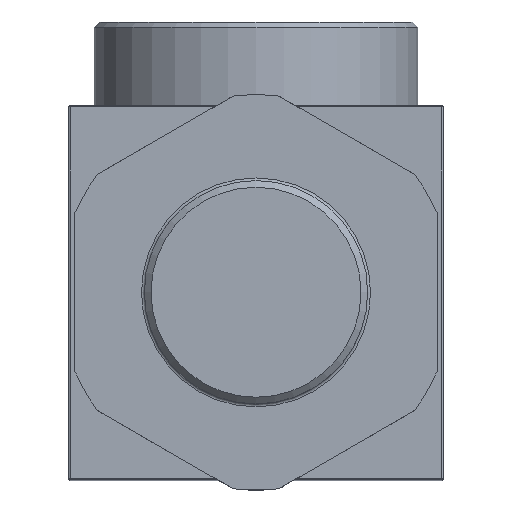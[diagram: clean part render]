
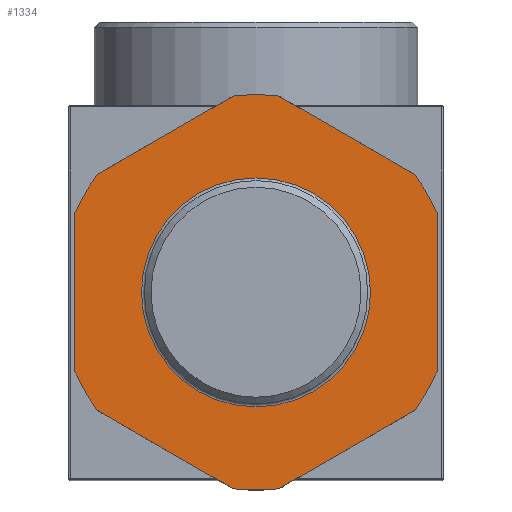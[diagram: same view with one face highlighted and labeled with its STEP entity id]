
A CAD part, top view. The second image highlights one B-rep face of the part: STEP entity #1334.
In plain terms, the highlighted planar face has unit normal (0, 0, 1).
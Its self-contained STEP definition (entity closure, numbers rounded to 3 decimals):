
#50=FACE_BOUND('',#361,.T.);
#74=PLANE('',#1504);
#114=LINE('',#2242,#169);
#117=LINE('',#2283,#172);
#120=LINE('',#2307,#175);
#123=LINE('',#2365,#178);
#126=LINE('',#2406,#181);
#129=LINE('',#2430,#184);
#169=VECTOR('',#1796,10.);
#172=VECTOR('',#1801,10.);
#175=VECTOR('',#1806,10.);
#178=VECTOR('',#1811,10.);
#181=VECTOR('',#1816,10.);
#184=VECTOR('',#1821,10.);
#278=FACE_OUTER_BOUND('',#360,.T.);
#360=EDGE_LOOP('',(#1048,#1049,#1050,#1051,#1052,#1053,#1054,#1055,#1056,
#1057,#1058,#1059));
#361=EDGE_LOOP('',(#1060,#1061));
#439=CIRCLE('',#1477,35.4);
#442=CIRCLE('',#1481,35.4);
#444=CIRCLE('',#1484,35.4);
#445=CIRCLE('',#1486,35.4);
#448=CIRCLE('',#1490,35.4);
#449=CIRCLE('',#1492,35.4);
#456=CIRCLE('',#1505,20.5);
#457=CIRCLE('',#1506,20.5);
#558=VERTEX_POINT('',#2239);
#559=VERTEX_POINT('',#2241);
#563=VERTEX_POINT('',#2280);
#564=VERTEX_POINT('',#2282);
#567=VERTEX_POINT('',#2304);
#568=VERTEX_POINT('',#2306);
#573=VERTEX_POINT('',#2362);
#574=VERTEX_POINT('',#2364);
#578=VERTEX_POINT('',#2403);
#579=VERTEX_POINT('',#2405);
#582=VERTEX_POINT('',#2427);
#583=VERTEX_POINT('',#2429);
#585=VERTEX_POINT('',#2478);
#586=VERTEX_POINT('',#2479);
#713=EDGE_CURVE('',#559,#558,#114,.T.);
#718=EDGE_CURVE('',#564,#563,#117,.T.);
#722=EDGE_CURVE('',#568,#567,#120,.T.);
#728=EDGE_CURVE('',#574,#573,#123,.T.);
#733=EDGE_CURVE('',#579,#578,#126,.T.);
#737=EDGE_CURVE('',#583,#582,#129,.T.);
#740=EDGE_CURVE('',#568,#573,#439,.T.);
#743=EDGE_CURVE('',#583,#567,#442,.T.);
#745=EDGE_CURVE('',#574,#563,#444,.T.);
#746=EDGE_CURVE('',#564,#578,#445,.T.);
#749=EDGE_CURVE('',#579,#558,#448,.T.);
#750=EDGE_CURVE('',#559,#582,#449,.T.);
#757=EDGE_CURVE('',#585,#586,#456,.T.);
#758=EDGE_CURVE('',#586,#585,#457,.T.);
#1048=ORIENTED_EDGE('',*,*,#713,.T.);
#1049=ORIENTED_EDGE('',*,*,#749,.F.);
#1050=ORIENTED_EDGE('',*,*,#733,.T.);
#1051=ORIENTED_EDGE('',*,*,#746,.F.);
#1052=ORIENTED_EDGE('',*,*,#718,.T.);
#1053=ORIENTED_EDGE('',*,*,#745,.F.);
#1054=ORIENTED_EDGE('',*,*,#728,.T.);
#1055=ORIENTED_EDGE('',*,*,#740,.F.);
#1056=ORIENTED_EDGE('',*,*,#722,.T.);
#1057=ORIENTED_EDGE('',*,*,#743,.F.);
#1058=ORIENTED_EDGE('',*,*,#737,.T.);
#1059=ORIENTED_EDGE('',*,*,#750,.F.);
#1060=ORIENTED_EDGE('',*,*,#757,.T.);
#1061=ORIENTED_EDGE('',*,*,#758,.T.);
#1334=ADVANCED_FACE('',(#278,#50),#74,.T.);
#1477=AXIS2_PLACEMENT_3D('',#2450,#1825,#1826);
#1481=AXIS2_PLACEMENT_3D('',#2454,#1833,#1834);
#1484=AXIS2_PLACEMENT_3D('',#2457,#1839,#1840);
#1486=AXIS2_PLACEMENT_3D('',#2459,#1843,#1844);
#1490=AXIS2_PLACEMENT_3D('',#2463,#1851,#1852);
#1492=AXIS2_PLACEMENT_3D('',#2465,#1855,#1856);
#1504=AXIS2_PLACEMENT_3D('',#2477,#1879,#1880);
#1505=AXIS2_PLACEMENT_3D('',#2480,#1881,#1882);
#1506=AXIS2_PLACEMENT_3D('',#2481,#1883,#1884);
#1796=DIRECTION('',(-0.866,-0.5,0.));
#1801=DIRECTION('',(0.866,-0.5,0.));
#1806=DIRECTION('',(0.,1.,0.));
#1811=DIRECTION('',(0.866,0.5,0.));
#1816=DIRECTION('',(0.,-1.,0.));
#1821=DIRECTION('',(-0.866,0.5,0.));
#1825=DIRECTION('center_axis',(0.,0.,-1.));
#1826=DIRECTION('ref_axis',(1.,0.,0.));
#1833=DIRECTION('center_axis',(0.,0.,-1.));
#1834=DIRECTION('ref_axis',(1.,0.,0.));
#1839=DIRECTION('center_axis',(0.,0.,-1.));
#1840=DIRECTION('ref_axis',(1.,0.,0.));
#1843=DIRECTION('center_axis',(0.,0.,-1.));
#1844=DIRECTION('ref_axis',(1.,0.,0.));
#1851=DIRECTION('center_axis',(0.,0.,-1.));
#1852=DIRECTION('ref_axis',(1.,0.,0.));
#1855=DIRECTION('center_axis',(0.,0.,-1.));
#1856=DIRECTION('ref_axis',(1.,0.,0.));
#1879=DIRECTION('center_axis',(0.,0.,1.));
#1880=DIRECTION('ref_axis',(1.,0.,0.));
#1881=DIRECTION('center_axis',(0.,0.,-1.));
#1882=DIRECTION('ref_axis',(1.,0.,0.));
#1883=DIRECTION('center_axis',(0.,0.,-1.));
#1884=DIRECTION('ref_axis',(1.,0.,0.));
#2239=CARTESIAN_POINT('',(-28.402,21.13,23.75));
#2241=CARTESIAN_POINT('',(-4.098,35.162,23.75));
#2242=CARTESIAN_POINT('',(-2.509,36.079,23.75));
#2280=CARTESIAN_POINT('',(-4.098,-35.162,23.75));
#2282=CARTESIAN_POINT('',(-28.402,-21.13,23.75));
#2283=CARTESIAN_POINT('',(-29.991,-20.213,23.75));
#2304=CARTESIAN_POINT('',(32.5,14.032,23.75));
#2306=CARTESIAN_POINT('',(32.5,-14.032,23.75));
#2307=CARTESIAN_POINT('',(32.5,10.684,23.75));
#2362=CARTESIAN_POINT('',(28.402,-21.13,23.75));
#2364=CARTESIAN_POINT('',(4.098,-35.162,23.75));
#2365=CARTESIAN_POINT('',(17.838,-27.229,23.75));
#2403=CARTESIAN_POINT('',(-32.5,-14.032,23.75));
#2405=CARTESIAN_POINT('',(-32.5,14.032,23.75));
#2406=CARTESIAN_POINT('',(-32.5,24.716,23.75));
#2427=CARTESIAN_POINT('',(4.098,35.162,23.75));
#2429=CARTESIAN_POINT('',(28.402,21.13,23.75));
#2430=CARTESIAN_POINT('',(14.662,29.063,23.75));
#2450=CARTESIAN_POINT('Origin',(0.,0.,23.75));
#2454=CARTESIAN_POINT('Origin',(0.,0.,23.75));
#2457=CARTESIAN_POINT('Origin',(0.,0.,23.75));
#2459=CARTESIAN_POINT('Origin',(0.,0.,23.75));
#2463=CARTESIAN_POINT('Origin',(0.,0.,23.75));
#2465=CARTESIAN_POINT('Origin',(0.,0.,23.75));
#2477=CARTESIAN_POINT('Origin',(0.,35.4,23.75));
#2478=CARTESIAN_POINT('',(0.,20.5,23.75));
#2479=CARTESIAN_POINT('',(20.5,0.,23.75));
#2480=CARTESIAN_POINT('Origin',(0.,0.,23.75));
#2481=CARTESIAN_POINT('Origin',(0.,0.,23.75));
